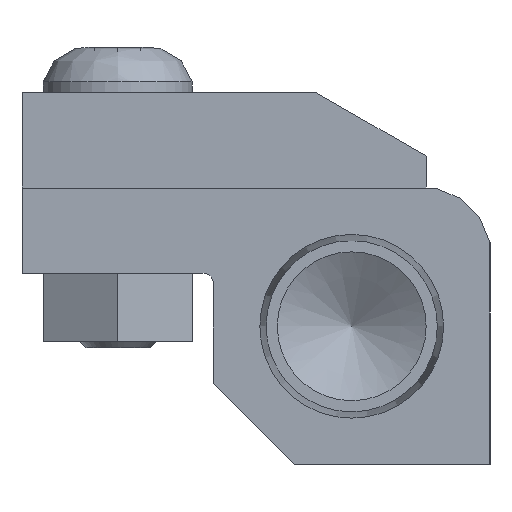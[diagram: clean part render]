
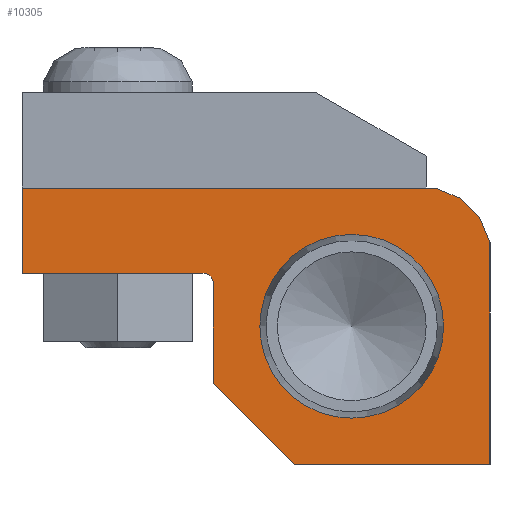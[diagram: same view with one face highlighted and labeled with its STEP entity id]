
A CAD part, left-side view. The second image highlights one B-rep face of the part: STEP entity #10305.
In plain terms, the highlighted planar face has unit normal (-1, 0, 0).
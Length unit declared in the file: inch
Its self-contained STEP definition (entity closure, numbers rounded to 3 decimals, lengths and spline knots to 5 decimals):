
#9586=CARTESIAN_POINT('',(-61.47873,-5.14568,-0.40625));
#9587=VERTEX_POINT('',#9586);
#9588=CARTESIAN_POINT('',(-61.47873,-5.41568,-0.40625));
#9589=DIRECTION('',(1.0,0.0,0.0));
#9590=DIRECTION('',(0.0,1.0,0.0));
#9591=AXIS2_PLACEMENT_3D('',#9588,#9589,#9590);
#9592=CIRCLE('',#9591,0.27);
#9593=EDGE_CURVE('',#9587,#9587,#9592,.T.);
#9886=CARTESIAN_POINT('',(-61.47873,-5.24748,-0.8125));
#9887=VERTEX_POINT('',#9886);
#9888=CARTESIAN_POINT('',(-61.47873,-5.00943,-0.57445));
#9889=VERTEX_POINT('',#9888);
#9890=CARTESIAN_POINT('',(-61.47873,-5.24748,-0.8125));
#9891=DIRECTION('',(0.0,0.707,0.707));
#9892=VECTOR('',#9891,0.33665);
#9893=LINE('',#9890,#9892);
#9894=EDGE_CURVE('',#9887,#9889,#9893,.T.);
#9926=CARTESIAN_POINT('',(-61.47873,-5.00943,-0.2808));
#9927=VERTEX_POINT('',#9926);
#9928=CARTESIAN_POINT('',(-61.47873,-5.00943,-0.57445));
#9929=DIRECTION('',(0.0,0.0,1.0));
#9930=VECTOR('',#9929,0.29365);
#9931=LINE('',#9928,#9930);
#9932=EDGE_CURVE('',#9889,#9927,#9931,.T.);
#9957=CARTESIAN_POINT('',(-61.47873,-4.97843,-0.2498));
#9958=VERTEX_POINT('',#9957);
#9959=CARTESIAN_POINT('',(-61.47873,-4.97843,-0.2808));
#9960=DIRECTION('',(-1.0,0.,0.));
#9961=DIRECTION('',(0.,-0.707,0.707));
#9962=AXIS2_PLACEMENT_3D('',#9959,#9960,#9961);
#9963=CIRCLE('',#9962,0.031);
#9964=EDGE_CURVE('',#9927,#9958,#9963,.T.);
#9990=CARTESIAN_POINT('',(-61.47873,-4.44693,-0.2498));
#9991=VERTEX_POINT('',#9990);
#9992=CARTESIAN_POINT('',(-61.47873,-4.97843,-0.2498));
#9993=DIRECTION('',(0.0,1.0,0.0));
#9994=VECTOR('',#9993,0.5315);
#9995=LINE('',#9992,#9994);
#9996=EDGE_CURVE('',#9958,#9991,#9995,.T.);
#10051=CARTESIAN_POINT('',(-61.47873,-4.44693,0.));
#10052=VERTEX_POINT('',#10051);
#10053=CARTESIAN_POINT('',(-61.47873,-4.44693,-0.2498));
#10054=DIRECTION('',(0.0,0.0,1.0));
#10055=VECTOR('',#10054,0.2498);
#10056=LINE('',#10053,#10055);
#10057=EDGE_CURVE('',#9991,#10052,#10056,.T.);
#10082=CARTESIAN_POINT('',(-61.47873,-5.66155,0.));
#10083=VERTEX_POINT('',#10082);
#10084=CARTESIAN_POINT('',(-61.47873,-4.44693,0.));
#10085=DIRECTION('',(0.0,-1.0,0.0));
#10086=VECTOR('',#10085,1.21462);
#10087=LINE('',#10084,#10086);
#10088=EDGE_CURVE('',#10052,#10083,#10087,.T.);
#10143=CARTESIAN_POINT('',(-61.47873,-5.73475,-0.03032));
#10144=VERTEX_POINT('',#10143);
#10145=CARTESIAN_POINT('',(-61.47873,-5.66155,0.));
#10146=DIRECTION('',(0.0,-0.924,-0.383));
#10147=VECTOR('',#10146,0.07923);
#10148=LINE('',#10145,#10147);
#10149=EDGE_CURVE('',#10083,#10144,#10148,.T.);
#10174=CARTESIAN_POINT('',(-61.47873,-5.79132,-0.08689));
#10175=VERTEX_POINT('',#10174);
#10176=CARTESIAN_POINT('',(-61.47873,-5.73475,-0.03032));
#10177=DIRECTION('',(0.0,-0.707,-0.707));
#10178=VECTOR('',#10177,0.08);
#10179=LINE('',#10176,#10178);
#10180=EDGE_CURVE('',#10144,#10175,#10179,.T.);
#10205=CARTESIAN_POINT('',(-61.47873,-5.82193,-0.1608));
#10206=VERTEX_POINT('',#10205);
#10207=CARTESIAN_POINT('',(-61.47873,-5.79132,-0.08689));
#10208=DIRECTION('',(0.0,-0.383,-0.924));
#10209=VECTOR('',#10208,0.08);
#10210=LINE('',#10207,#10209);
#10211=EDGE_CURVE('',#10175,#10206,#10210,.T.);
#10236=CARTESIAN_POINT('',(-61.47873,-5.82193,-0.8125));
#10237=VERTEX_POINT('',#10236);
#10238=CARTESIAN_POINT('',(-61.47873,-5.82193,-0.1608));
#10239=DIRECTION('',(0.0,0.0,-1.0));
#10240=VECTOR('',#10239,0.6517);
#10241=LINE('',#10238,#10240);
#10242=EDGE_CURVE('',#10206,#10237,#10241,.T.);
#10267=CARTESIAN_POINT('',(-61.47873,-5.82193,-0.8125));
#10268=DIRECTION('',(0.0,1.0,0.0));
#10269=VECTOR('',#10268,0.57445);
#10270=LINE('',#10267,#10269);
#10271=EDGE_CURVE('',#10237,#9887,#10270,.T.);
#10284=CARTESIAN_POINT('',(-61.47873,-5.204,-0.32254));
#10285=DIRECTION('',(-1.0,0.0,0.0));
#10286=DIRECTION('',(0.0,0.0,1.0));
#10287=AXIS2_PLACEMENT_3D('',#10284,#10285,#10286);
#10288=PLANE('',#10287);
#10289=ORIENTED_EDGE('',*,*,#9894,.F.);
#10290=ORIENTED_EDGE('',*,*,#10271,.F.);
#10291=ORIENTED_EDGE('',*,*,#10242,.F.);
#10292=ORIENTED_EDGE('',*,*,#10211,.F.);
#10293=ORIENTED_EDGE('',*,*,#10180,.F.);
#10294=ORIENTED_EDGE('',*,*,#10149,.F.);
#10295=ORIENTED_EDGE('',*,*,#10088,.F.);
#10296=ORIENTED_EDGE('',*,*,#10057,.F.);
#10297=ORIENTED_EDGE('',*,*,#9996,.F.);
#10298=ORIENTED_EDGE('',*,*,#9964,.F.);
#10299=ORIENTED_EDGE('',*,*,#9932,.F.);
#10300=EDGE_LOOP('',(#10289,#10290,#10291,#10292,#10293,#10294,#10295,#10296,#10297,#10298,#10299));
#10301=FACE_OUTER_BOUND('',#10300,.T.);
#10302=ORIENTED_EDGE('',*,*,#9593,.T.);
#10303=EDGE_LOOP('',(#10302));
#10304=FACE_BOUND('',#10303,.T.);
#10305=ADVANCED_FACE('',(#10301,#10304),#10288,.T.);
